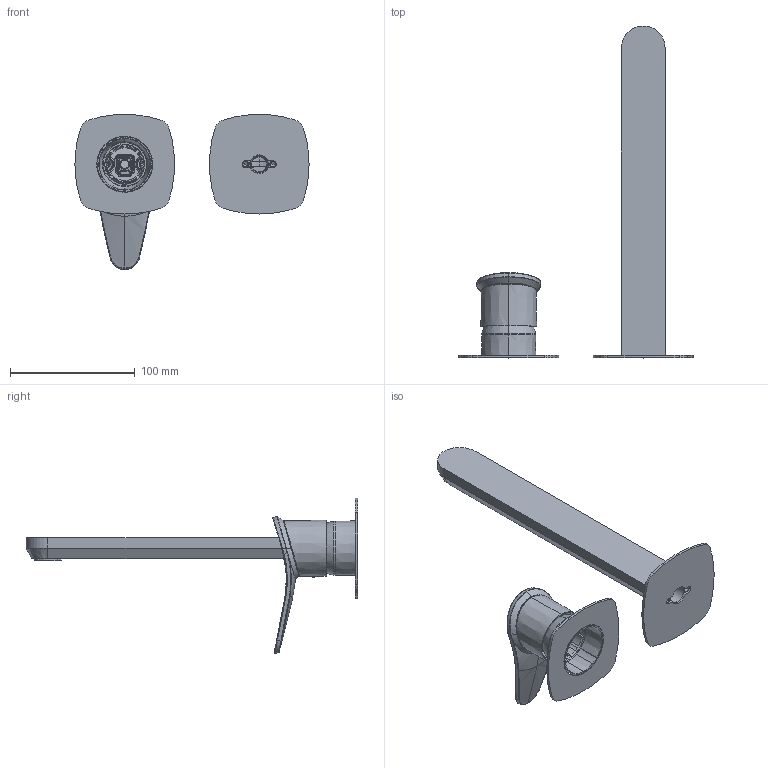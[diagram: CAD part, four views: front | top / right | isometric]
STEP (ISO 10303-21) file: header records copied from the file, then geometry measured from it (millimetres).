
FILE_DESCRIPTION(('CATIA V5 STEP Exchange','CAx-IF Rec.Pracs.--- Model Styling and Organization---1.5--- 2016-08-15','CAx-IF Rec.Pracs.---Supplemental Geometry---1.0---2011-11-01','CAx-IF Rec.Pracs.--- Composite Materials ---3.4---2017-06-13','CAx-IF Rec.Pracs.---Tessellated 3D Geometry---1.0---2015-12-17'),'2;1');
FILE_NAME('HC005512xx - rendering.stp','2024-01-29T14:48:19+00:00',('none'),('none'),'CATIA Version 5-6 Release 2020 SP2','CATIA V5 STEP AP242 v2','none');
FILE_SCHEMA(('AP242_MANAGED_MODEL_BASED_3D_ENGINEERING_MIM_LF {1 0 10303 442 1 1 4}'));
Products named in the file (1): HC 00551 2
Bounding box: 188 x 266.5 x 124.6 mm (x, y, z)
Volume: 164388.8 mm3; surface area: 94959.4 mm2
Topology: 4 solids, 5 shells, 1400 faces, 3564 edges, 2250 vertices
Faces by surface type: plane 768, bspline 212, cylinder 180, cone 140, torus 82, sphere 8, revolution 6, extrusion 4
Entity records: 54699 total; most frequent: CARTESIAN_POINT 23874, ORIENTED_EDGE 7060, DIRECTION 4133, EDGE_CURVE 3530, VERTEX_POINT 2250, VECTOR 2075, LINE 2071, EDGE_LOOP 1532
